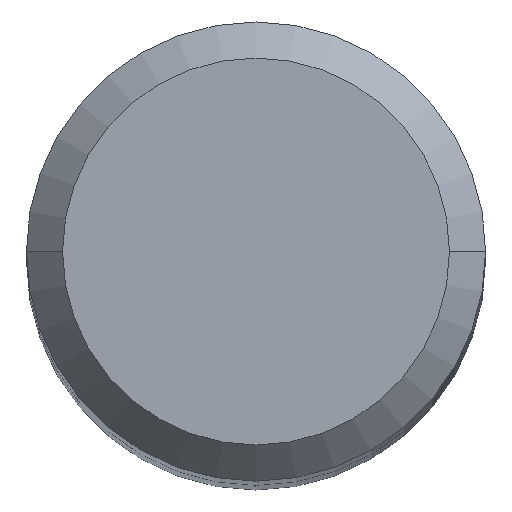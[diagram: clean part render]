
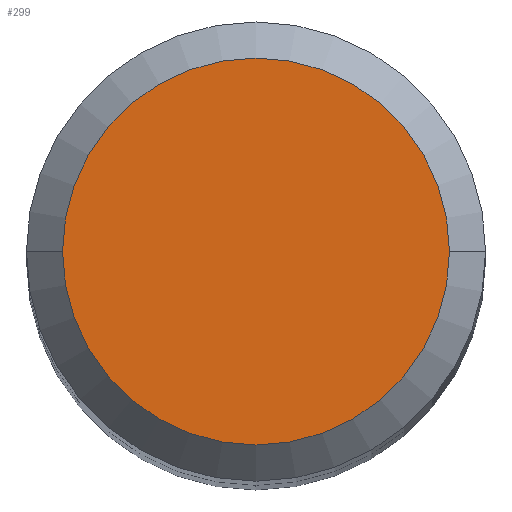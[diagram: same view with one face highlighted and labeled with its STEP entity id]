
A CAD part, top view. The second image highlights one B-rep face of the part: STEP entity #299.
In plain terms, the highlighted planar face has unit normal (0, 0, 1).
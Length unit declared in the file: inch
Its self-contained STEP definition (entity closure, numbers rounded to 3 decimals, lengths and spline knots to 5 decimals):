
#5 = CARTESIAN_POINT ( 'NONE',  ( -0.16725, 0., 0. ) ) ;
#33 = CARTESIAN_POINT ( 'NONE',  ( 0., 0., 0. ) ) ;
#40 = CIRCLE ( 'NONE', #181, 0.16725 ) ;
#41 = DIRECTION ( 'NONE',  ( 1., 0., 0. ) ) ;
#131 = DIRECTION ( 'NONE',  ( -1., 0., 0. ) ) ;
#133 = AXIS2_PLACEMENT_3D ( 'NONE', #33, #216, #309 ) ;
#136 = FACE_OUTER_BOUND ( 'NONE', #252, .T. ) ;
#169 = DIRECTION ( 'NONE',  ( 0., 0., -1. ) ) ;
#173 = CIRCLE ( 'NONE', #133, 0.16725 ) ;
#178 = ORIENTED_EDGE ( 'NONE', *, *, #306, .T. ) ;
#181 = AXIS2_PLACEMENT_3D ( 'NONE', #195, #228, #41 ) ;
#182 = EDGE_CURVE ( 'NONE', #240, #358, #173, .T. ) ;
#195 = CARTESIAN_POINT ( 'NONE',  ( 0., 0., 0. ) ) ;
#198 = CARTESIAN_POINT ( 'NONE',  ( 0.16725, 0., 0. ) ) ;
#216 = DIRECTION ( 'NONE',  ( 0., 0., 1. ) ) ;
#228 = DIRECTION ( 'NONE',  ( 0., 0., 1. ) ) ;
#229 = ORIENTED_EDGE ( 'NONE', *, *, #182, .T. ) ;
#240 = VERTEX_POINT ( 'NONE', #5 ) ;
#252 = EDGE_LOOP ( 'NONE', ( #229, #178 ) ) ;
#267 = AXIS2_PLACEMENT_3D ( 'NONE', #312, #169, #131 ) ;
#285 = PLANE ( 'NONE',  #267 ) ;
#299 = ADVANCED_FACE ( 'NONE', ( #136 ), #285, .F. ) ;
#306 = EDGE_CURVE ( 'NONE', #358, #240, #40, .T. ) ;
#309 = DIRECTION ( 'NONE',  ( 1., 0., 0. ) ) ;
#312 = CARTESIAN_POINT ( 'NONE',  ( 0., 0., 0. ) ) ;
#358 = VERTEX_POINT ( 'NONE', #198 ) ;
